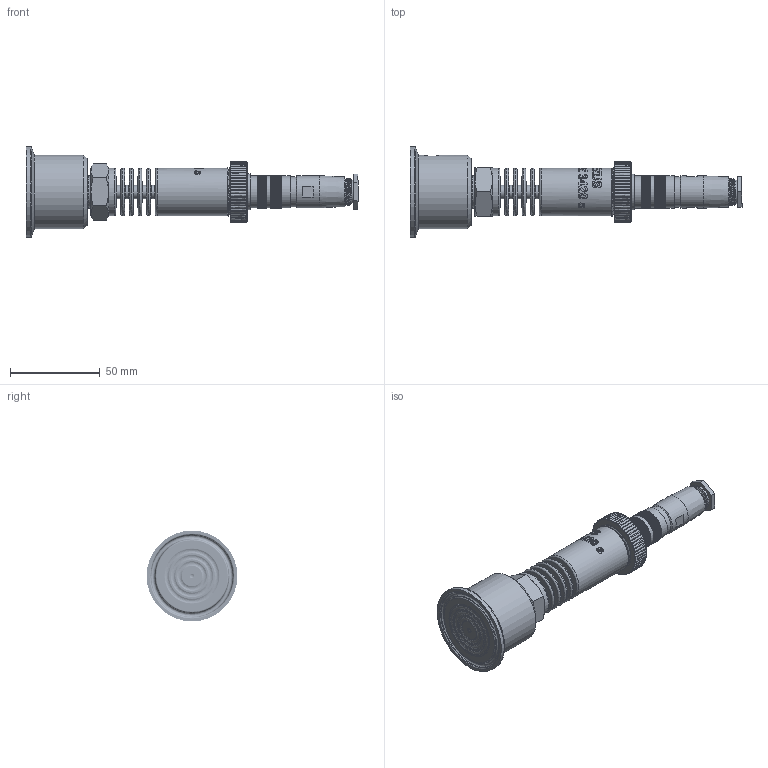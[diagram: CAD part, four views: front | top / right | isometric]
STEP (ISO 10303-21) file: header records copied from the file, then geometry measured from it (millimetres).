
FILE_DESCRIPTION(/* description */ (''),/* implementation_level */ '2;1');
FILE_NAME(/* name */ 'APZ3420s_ClampD1-1''2_radiator_7.step',/* time_stamp */ '2021-07-08T14:03:39+03:00',/* author */ (''),/* organization */ (''),/* preprocessor_version */ 'ST-DEVELOPER v18.1',/* originating_system */ 'Autodesk Translation Framework v10.9.0.1377',/* authorisation */ '');
FILE_SCHEMA (('AUTOMOTIVE_DESIGN { 1 0 10303 214 3 1 1 }'));
Products named in the file (8): АПЗ 3420S заполненная; OMAL nut M27x1.5; Binder 723 assembly; Binder 723 female; Binder 723 male; Ш100.000.005; G1\2EN radiator; Clamp DN1-1'2 diaphragm 32 v9 (1)
Assembly tree (6 placements, depth 3):
  АПЗ 3420S заполненная
    OMAL nut M27x1.5
    Binder 723 assembly
      Binder 723 female
      Binder 723 male
    Ш100.000.005
    G1\2EN radiator
  Clamp DN1-1'2 diaphragm 32 v9 (1)
Bounding box: 184.75 x 50.5 x 50.5 mm (x, y, z)
Volume: 103103.9 mm3; surface area: 39724 mm2
Topology: 9 solids, 9 shells, 3639 faces, 9212 edges, 6029 vertices
Faces by surface type: plane 2175, cylinder 647, bspline 470, cone 307, torus 39, sphere 1
Full cylindrical faces by diameter (mm): 1 x15, 1.5 x5, 2 x1, 3 x1, 3.3 x1, 5 x1, 6 x3, 7.5 x5, 10 x1, 11.8 x1, 12 x1, 13 x1, 13.5 x1, 13.741 x3, 14.884 x2, 15.044 x5, 15.2 x1, 15.908 x4, 16.7 x1, 16.8 x1, 17.044 x7, 17.283 x6, 17.5 x1, 17.6 x1, 17.908 x7, 18 x5, 18.124 x7, 18.161 x2, 18.631 x6, 20 x1
Entity records: 142701 total; most frequent: CARTESIAN_POINT 55847, ORIENTED_EDGE 18424, DIRECTION 18422, EDGE_CURVE 9212, AXIS2_PLACEMENT_3D 7948, VERTEX_POINT 6029, EDGE_LOOP 4085, ELLIPSE 3870
